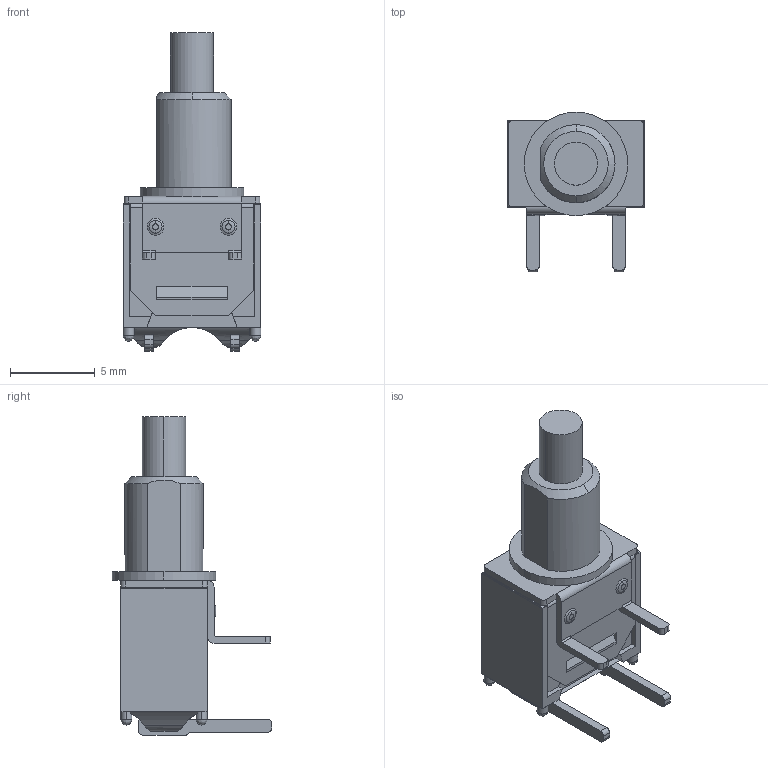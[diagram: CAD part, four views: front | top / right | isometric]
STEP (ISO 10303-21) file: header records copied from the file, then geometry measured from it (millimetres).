
FILE_DESCRIPTION (( 'STEP AP214' ), '1' );
FILE_NAME ('800SP9B6M6RE.STEP', '2022-09-07T06:15:01', ( '' ), ( '' ), 'SwSTEP 2.0', 'SolidWorks 2017', '' );
FILE_SCHEMA (( 'AUTOMOTIVE_DESIGN' ));
Length unit declared in the file: millimetre
Products named in the file (8): Body5; Body3; Body2; Body6; Body4; Body1; 800SP9B6M6RE; 800SP9B6M6RE--3DModel-STEP-520916
Assembly tree (7 placements, depth 3):
  800SP9B6M6RE
    800SP9B6M6RE--3DModel-STEP-520916
      Body1
      Body2
      Body3
      Body4
      Body5
      Body6
Bounding box: 8.13 x 9.4 x 18.76 mm (x, y, z)
Volume: 313.8 mm3; surface area: 1186.3 mm2
Topology: 6 solids, 6 shells, 188 faces, 495 edges, 316 vertices
Faces by surface type: plane 115, cylinder 59, cone 6, bspline 4, torus 4
Entity records: 8448 total; most frequent: CARTESIAN_POINT 1433, ORIENTED_EDGE 974, DIRECTION 968, EDGE_CURVE 487, VECTOR 338, LINE 338, VERTEX_POINT 316, AXIS2_PLACEMENT_3D 315
